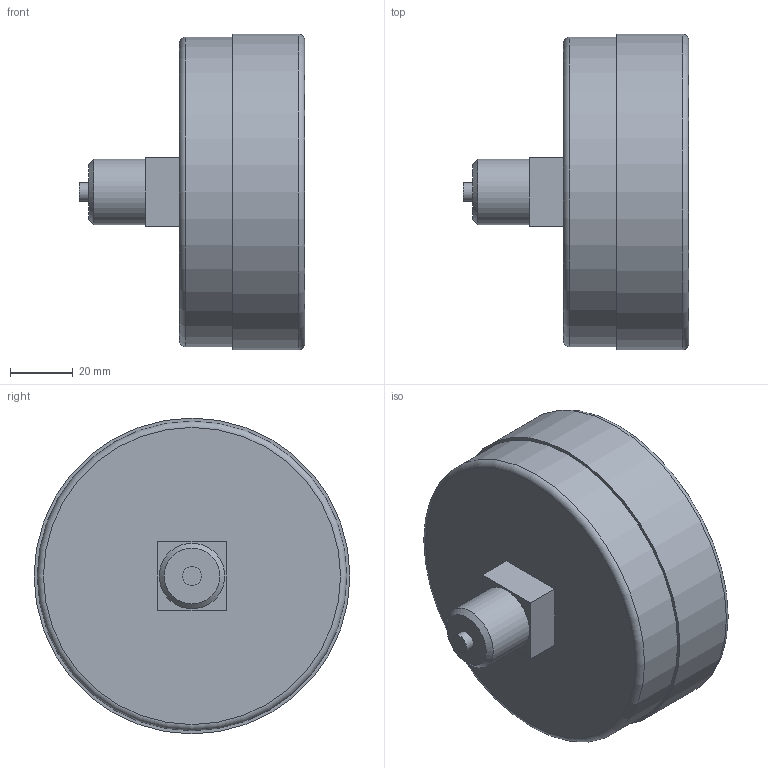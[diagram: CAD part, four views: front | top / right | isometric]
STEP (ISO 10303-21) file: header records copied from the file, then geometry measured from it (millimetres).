
FILE_DESCRIPTION(/* description */ ('ТМ-510Т'),/* implementation_level */ '2;1');
FILE_NAME(/* name */ 'ТМ-510Т.stp',/* time_stamp */ '2023-03-16T15:54:09+03:00',/* author */ ('Tech'),/* organization */ (''),/* preprocessor_version */ 'ST-DEVELOPER v18.1',/* originating_system */ 'Autodesk Inventor 2021',/* authorisation */ '');
FILE_SCHEMA (('AUTOMOTIVE_DESIGN { 1 0 10303 214 3 1 1 }'));
Length unit declared in the file: millimetre
Products named in the file (1): ТМ-510Т
Bounding box: 72 x 101 x 101 mm (x, y, z)
Volume: 297803.5 mm3; surface area: 31629.6 mm2
Topology: 1 solids, 1 shells, 389 faces, 964 edges, 647 vertices
Faces by surface type: plane 355, cylinder 31, torus 2, cone 1
Full cylindrical faces by diameter (mm): 0.99 x1, 2.093 x1, 4.143 x1, 4.5 x1, 6 x1, 20.955 x1, 85 x1, 99 x1, 101 x1
Entity records: 11426 total; most frequent: CARTESIAN_POINT 2001, ORIENTED_EDGE 1928, DIRECTION 1827, EDGE_CURVE 964, LINE 881, VECTOR 881, VERTEX_POINT 647, AXIS2_PLACEMENT_3D 473
